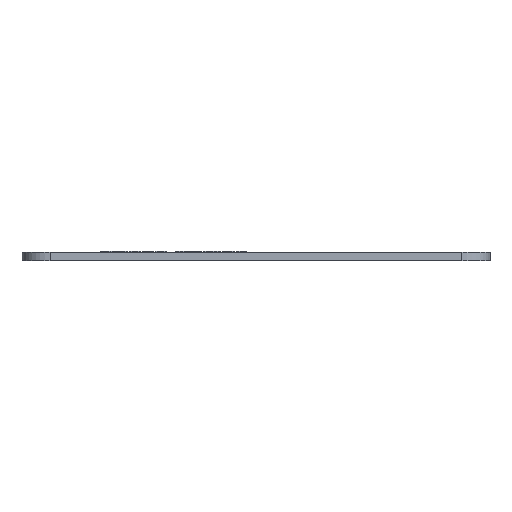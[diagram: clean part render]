
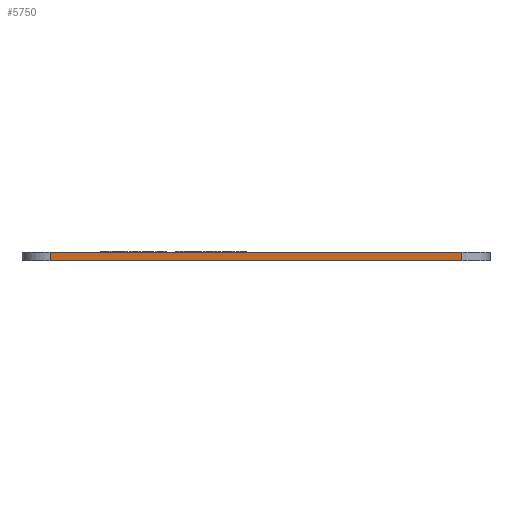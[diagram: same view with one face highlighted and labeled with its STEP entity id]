
A CAD part, front view. The second image highlights one B-rep face of the part: STEP entity #5750.
In plain terms, the highlighted planar face has unit normal (0, -1, 0).
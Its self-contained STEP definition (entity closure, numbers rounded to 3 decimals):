
#836=FACE_OUTER_BOUND('',#1181,.T.);
#1181=EDGE_LOOP('',(#5162,#5163,#5164,#5165));
#1267=LINE('',#6848,#1770);
#1642=LINE('',#11157,#2145);
#1686=LINE('',#11253,#2189);
#1687=LINE('',#11255,#2190);
#1770=VECTOR('',#6032,10.);
#2145=VECTOR('',#6557,10.);
#2189=VECTOR('',#6617,10.);
#2190=VECTOR('',#6620,10.);
#2264=VERTEX_POINT('',#6845);
#2265=VERTEX_POINT('',#6847);
#2763=VERTEX_POINT('',#11154);
#2764=VERTEX_POINT('',#11156);
#2845=EDGE_CURVE('',#2264,#2265,#1267,.T.);
#3565=EDGE_CURVE('',#2763,#2764,#1642,.T.);
#3614=EDGE_CURVE('',#2764,#2264,#1686,.T.);
#3615=EDGE_CURVE('',#2265,#2763,#1687,.T.);
#5162=ORIENTED_EDGE('',*,*,#3614,.F.);
#5163=ORIENTED_EDGE('',*,*,#3565,.F.);
#5164=ORIENTED_EDGE('',*,*,#3615,.F.);
#5165=ORIENTED_EDGE('',*,*,#2845,.F.);
#5453=PLANE('',#5914);
#5750=ADVANCED_FACE('',(#836),#5453,.T.);
#5914=AXIS2_PLACEMENT_3D('',#11254,#6618,#6619);
#6032=DIRECTION('',(1.,0.,0.));
#6557=DIRECTION('',(-1.,0.,0.));
#6617=DIRECTION('',(0.,0.,1.));
#6618=DIRECTION('center_axis',(0.,-1.,0.));
#6619=DIRECTION('ref_axis',(1.,0.,0.));
#6620=DIRECTION('',(0.,0.,-1.));
#6845=CARTESIAN_POINT('',(-6.955,-11.571,1.5));
#6847=CARTESIAN_POINT('',(66.545,-11.571,1.5));
#6848=CARTESIAN_POINT('',(71.545,-11.571,1.5));
#11154=CARTESIAN_POINT('',(66.545,-11.571,0.));
#11156=CARTESIAN_POINT('',(-6.955,-11.571,0.));
#11157=CARTESIAN_POINT('',(71.545,-11.571,0.));
#11253=CARTESIAN_POINT('',(-6.955,-11.571,0.));
#11254=CARTESIAN_POINT('Origin',(-11.955,-11.571,0.));
#11255=CARTESIAN_POINT('',(66.545,-11.571,0.));
